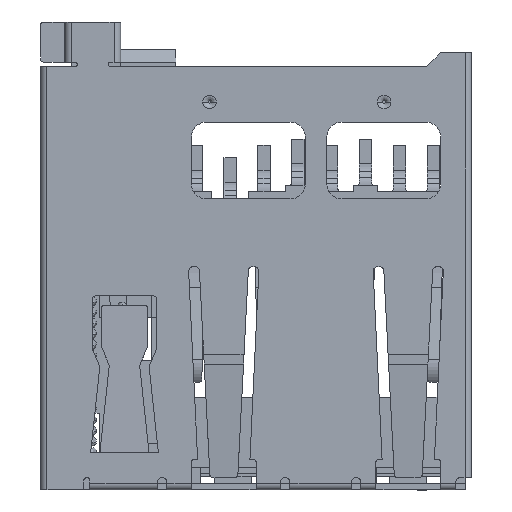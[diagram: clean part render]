
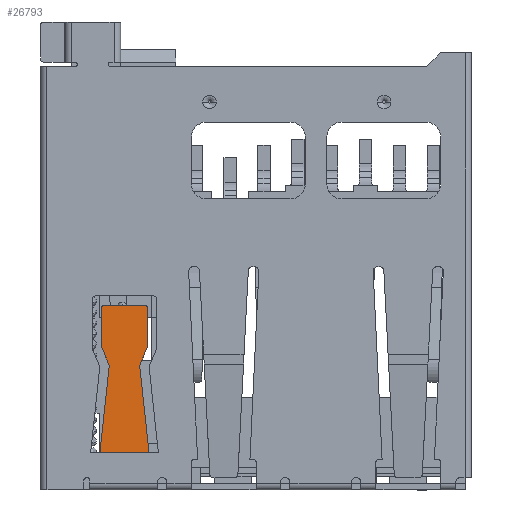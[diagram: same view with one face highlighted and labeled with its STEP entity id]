
A CAD part, top view. The second image highlights one B-rep face of the part: STEP entity #26793.
In plain terms, the highlighted planar face has unit normal (0, 0.018, 1).
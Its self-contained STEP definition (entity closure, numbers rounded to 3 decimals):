
#107 = AXIS2_PLACEMENT_3D ( 'NONE', #37947, #38135, #23410 ) ;
#174 = DIRECTION ( 'NONE',  ( 1., 0., 0. ) ) ;
#321 = CARTESIAN_POINT ( 'NONE',  ( -7.023, -0.973, 1.748 ) ) ;
#1228 = AXIS2_PLACEMENT_3D ( 'NONE', #321, #19896, #15824 ) ;
#1347 = EDGE_CURVE ( 'NONE', #23443, #4794, #41912, .T. ) ;
#1662 = VERTEX_POINT ( 'NONE', #15494 ) ;
#2287 = EDGE_CURVE ( 'NONE', #39967, #15547, #39822, .T. ) ;
#3226 = VECTOR ( 'NONE', #9300, 1000. ) ;
#3763 = ORIENTED_EDGE ( 'NONE', *, *, #2287, .F. ) ;
#4794 = VERTEX_POINT ( 'NONE', #37646 ) ;
#6480 = VECTOR ( 'NONE', #43339, 1000. ) ;
#6636 = DIRECTION ( 'NONE',  ( -1., 0., 0. ) ) ;
#6903 = EDGE_CURVE ( 'NONE', #19955, #43001, #32475, .T. ) ;
#8166 = DIRECTION ( 'NONE',  ( -0.107, -0.994, 0.017 ) ) ;
#9300 = DIRECTION ( 'NONE',  ( -0.107, 0.994, -0.017 ) ) ;
#9447 = EDGE_LOOP ( 'NONE', ( #43839, #37161, #12594, #11668, #33431, #25771, #40983, #3763, #36547, #31713 ) ) ;
#10908 = CARTESIAN_POINT ( 'NONE',  ( -5.623, -2.213, 1.77 ) ) ;
#11425 = LINE ( 'NONE', #25308, #3226 ) ;
#11668 = ORIENTED_EDGE ( 'NONE', *, *, #16987, .T. ) ;
#12594 = ORIENTED_EDGE ( 'NONE', *, *, #42084, .T. ) ;
#15494 = CARTESIAN_POINT ( 'NONE',  ( -7.023, -0.873, 1.746 ) ) ;
#15547 = VERTEX_POINT ( 'NONE', #31929 ) ;
#15798 = CARTESIAN_POINT ( 'NONE',  ( -7.123, -0.973, 1.748 ) ) ;
#15824 = DIRECTION ( 'NONE',  ( 0., 1., -0.017 ) ) ;
#15854 = VERTEX_POINT ( 'NONE', #21875 ) ;
#16987 = EDGE_CURVE ( 'NONE', #1662, #19955, #25076, .T. ) ;
#17659 = FACE_OUTER_BOUND ( 'NONE', #9447, .T. ) ;
#18364 = VERTEX_POINT ( 'NONE', #48891 ) ;
#19082 = CARTESIAN_POINT ( 'NONE',  ( -5.575, -5.671, 1.83 ) ) ;
#19199 = VECTOR ( 'NONE', #19787, 1000. ) ;
#19219 = DIRECTION ( 'NONE',  ( 0., -1., 0.017 ) ) ;
#19289 = VECTOR ( 'NONE', #19219, 1000. ) ;
#19602 = LINE ( 'NONE', #30723, #22078 ) ;
#19787 = DIRECTION ( 'NONE',  ( 0., 1., -0.017 ) ) ;
#19896 = DIRECTION ( 'NONE',  ( 0., 0.017, 1. ) ) ;
#19955 = VERTEX_POINT ( 'NONE', #15798 ) ;
#20041 = VERTEX_POINT ( 'NONE', #48612 ) ;
#20524 = VECTOR ( 'NONE', #34796, 1000. ) ;
#21875 = CARTESIAN_POINT ( 'NONE',  ( -5.879, -2.829, 1.78 ) ) ;
#22078 = VECTOR ( 'NONE', #6636, 1000. ) ;
#23410 = DIRECTION ( 'NONE',  ( 0., 1., -0.017 ) ) ;
#23443 = VERTEX_POINT ( 'NONE', #31574 ) ;
#23906 = CARTESIAN_POINT ( 'NONE',  ( -2.105, 0.226, 1.727 ) ) ;
#25076 = CIRCLE ( 'NONE', #1228, 0.1 ) ;
#25308 = CARTESIAN_POINT ( 'NONE',  ( -5.879, -2.829, 1.78 ) ) ;
#25771 = ORIENTED_EDGE ( 'NONE', *, *, #36810, .T. ) ;
#26793 = ADVANCED_FACE ( 'NONE', ( #17659 ), #27936, .T. ) ;
#27665 = EDGE_CURVE ( 'NONE', #20041, #15547, #42667, .T. ) ;
#27936 = PLANE ( 'NONE',  #45499 ) ;
#30723 = CARTESIAN_POINT ( 'NONE',  ( -7.123, -0.873, 1.746 ) ) ;
#31305 = DIRECTION ( 'NONE',  ( 0.385, 0.923, -0.016 ) ) ;
#31574 = CARTESIAN_POINT ( 'NONE',  ( -5.623, -0.973, 1.748 ) ) ;
#31713 = ORIENTED_EDGE ( 'NONE', *, *, #36764, .T. ) ;
#31871 = CARTESIAN_POINT ( 'NONE',  ( -5.623, -0.873, 1.746 ) ) ;
#31929 = CARTESIAN_POINT ( 'NONE',  ( -7.171, -5.671, 1.83 ) ) ;
#32475 = LINE ( 'NONE', #38495, #19289 ) ;
#32799 = CARTESIAN_POINT ( 'NONE',  ( -5.575, -5.671, 1.83 ) ) ;
#33431 = ORIENTED_EDGE ( 'NONE', *, *, #6903, .T. ) ;
#34626 = CARTESIAN_POINT ( 'NONE',  ( -7.123, -2.213, 1.77 ) ) ;
#34796 = DIRECTION ( 'NONE',  ( 0.385, -0.923, 0.016 ) ) ;
#36547 = ORIENTED_EDGE ( 'NONE', *, *, #41975, .T. ) ;
#36764 = EDGE_CURVE ( 'NONE', #15854, #18364, #38040, .T. ) ;
#36810 = EDGE_CURVE ( 'NONE', #43001, #20041, #50005, .T. ) ;
#37161 = ORIENTED_EDGE ( 'NONE', *, *, #1347, .T. ) ;
#37646 = CARTESIAN_POINT ( 'NONE',  ( -5.723, -0.873, 1.746 ) ) ;
#37947 = CARTESIAN_POINT ( 'NONE',  ( -5.723, -0.973, 1.748 ) ) ;
#37994 = LINE ( 'NONE', #31871, #19199 ) ;
#38040 = LINE ( 'NONE', #10908, #51950 ) ;
#38135 = DIRECTION ( 'NONE',  ( 0., 0.017, 1. ) ) ;
#38495 = CARTESIAN_POINT ( 'NONE',  ( -7.123, -2.213, 1.77 ) ) ;
#38983 = CARTESIAN_POINT ( 'NONE',  ( -6.867, -2.829, 1.78 ) ) ;
#39822 = LINE ( 'NONE', #19082, #6480 ) ;
#39967 = VERTEX_POINT ( 'NONE', #32799 ) ;
#40149 = CARTESIAN_POINT ( 'NONE',  ( -7.171, -5.673, 1.83 ) ) ;
#40983 = ORIENTED_EDGE ( 'NONE', *, *, #27665, .T. ) ;
#41912 = CIRCLE ( 'NONE', #107, 0.1 ) ;
#41975 = EDGE_CURVE ( 'NONE', #39967, #15854, #11425, .T. ) ;
#42014 = VECTOR ( 'NONE', #8166, 1000. ) ;
#42084 = EDGE_CURVE ( 'NONE', #4794, #1662, #19602, .T. ) ;
#42667 = LINE ( 'NONE', #40149, #42014 ) ;
#43001 = VERTEX_POINT ( 'NONE', #34626 ) ;
#43339 = DIRECTION ( 'NONE',  ( -1., 0., 0. ) ) ;
#43839 = ORIENTED_EDGE ( 'NONE', *, *, #46098, .T. ) ;
#45499 = AXIS2_PLACEMENT_3D ( 'NONE', #23906, #52224, #174 ) ;
#46098 = EDGE_CURVE ( 'NONE', #18364, #23443, #37994, .T. ) ;
#48612 = CARTESIAN_POINT ( 'NONE',  ( -6.867, -2.829, 1.78 ) ) ;
#48891 = CARTESIAN_POINT ( 'NONE',  ( -5.623, -2.213, 1.77 ) ) ;
#50005 = LINE ( 'NONE', #38983, #20524 ) ;
#51950 = VECTOR ( 'NONE', #31305, 1000. ) ;
#52224 = DIRECTION ( 'NONE',  ( 0., 0.017, 1. ) ) ;
